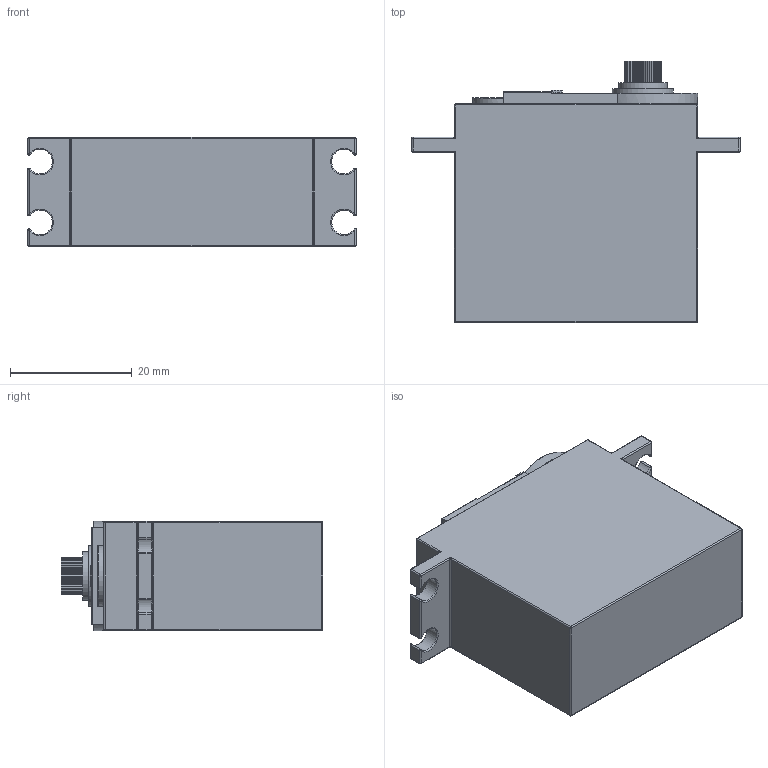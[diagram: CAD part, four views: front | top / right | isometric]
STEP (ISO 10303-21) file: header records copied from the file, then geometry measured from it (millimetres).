
FILE_DESCRIPTION(/* description */ (''),/* implementation_level */ '2;1');
FILE_NAME(/* name */ 'Tower Pro MG996R.stp',/* time_stamp */ '2022-03-30T10:16:44+07:00',/* author */ ('ageng'),/* organization */ (''),/* preprocessor_version */ 'ST-DEVELOPER v18',/* originating_system */ 'Autodesk Inventor 2020',/* authorisation */ '');
FILE_SCHEMA (('AUTOMOTIVE_DESIGN { 1 0 10303 214 3 1 1 }'));
Length unit declared in the file: millimetre
Products named in the file (1): Tower Pro MG996R
Bounding box: 54 x 43 x 18 mm (x, y, z)
Volume: 27545.4 mm3; surface area: 6502.8 mm2
Topology: 2 solids, 2 shells, 274 faces, 675 edges, 399 vertices
Faces by surface type: plane 142, cylinder 74, sphere 32, torus 13, bspline 12, cone 1
Full cylindrical faces by diameter (mm): 3 x1, 8 x1, 10 x1
Entity records: 8299 total; most frequent: CARTESIAN_POINT 1811, DIRECTION 1345, ORIENTED_EDGE 1334, EDGE_CURVE 667, LINE 467, VECTOR 467, AXIS2_PLACEMENT_3D 439, VERTEX_POINT 399
